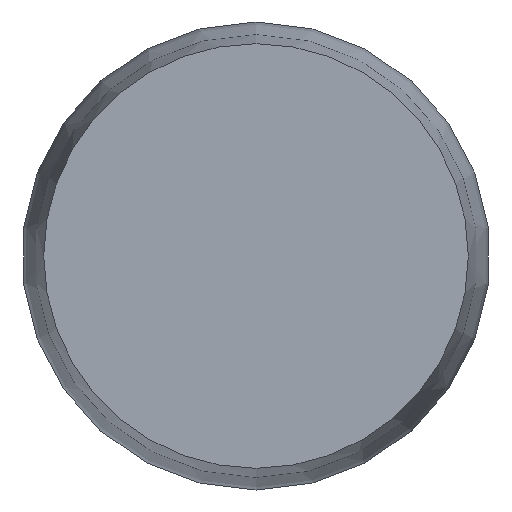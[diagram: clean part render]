
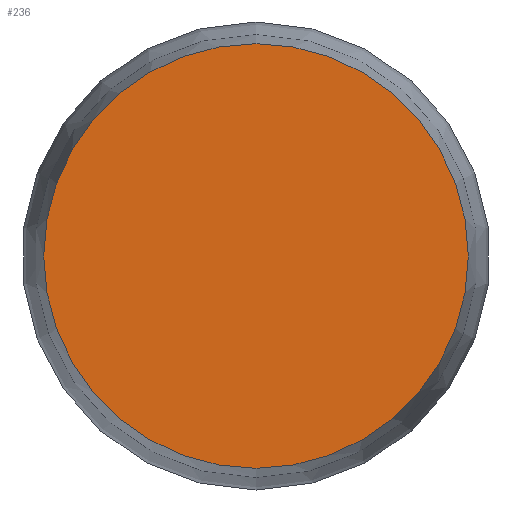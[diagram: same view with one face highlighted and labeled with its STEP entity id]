
A CAD part, left-side view. The second image highlights one B-rep face of the part: STEP entity #236.
In plain terms, the highlighted planar face has unit normal (-1, 0, 0).
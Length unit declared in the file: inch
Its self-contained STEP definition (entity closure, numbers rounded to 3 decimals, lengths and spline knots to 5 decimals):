
#25 = DIRECTION ( 'NONE',  ( 0., 0., 1. ) ) ;
#37 = ORIENTED_EDGE ( 'NONE', *, *, #521, .T. ) ;
#148 = DIRECTION ( 'NONE',  ( -1., 0., 0. ) ) ;
#236 = ADVANCED_FACE ( 'NONE', ( #649 ), #398, .F. ) ;
#336 = CARTESIAN_POINT ( 'NONE',  ( 0., 0., 0.01875 ) ) ;
#398 = PLANE ( 'NONE',  #525 ) ;
#465 = CARTESIAN_POINT ( 'NONE',  ( 0., 0.01595, 0. ) ) ;
#512 = AXIS2_PLACEMENT_3D ( 'NONE', #751, #148, #25 ) ;
#521 = EDGE_CURVE ( 'NONE', #705, #705, #776, .T. ) ;
#525 = AXIS2_PLACEMENT_3D ( 'NONE', #465, #779, #641 ) ;
#570 = EDGE_LOOP ( 'NONE', ( #37 ) ) ;
#641 = DIRECTION ( 'NONE',  ( 0., 0., -1. ) ) ;
#649 = FACE_OUTER_BOUND ( 'NONE', #570, .T. ) ;
#705 = VERTEX_POINT ( 'NONE', #336 ) ;
#751 = CARTESIAN_POINT ( 'NONE',  ( 0., 0., 0. ) ) ;
#776 = CIRCLE ( 'NONE', #512, 0.01875 ) ;
#779 = DIRECTION ( 'NONE',  ( 1., 0., 0. ) ) ;
